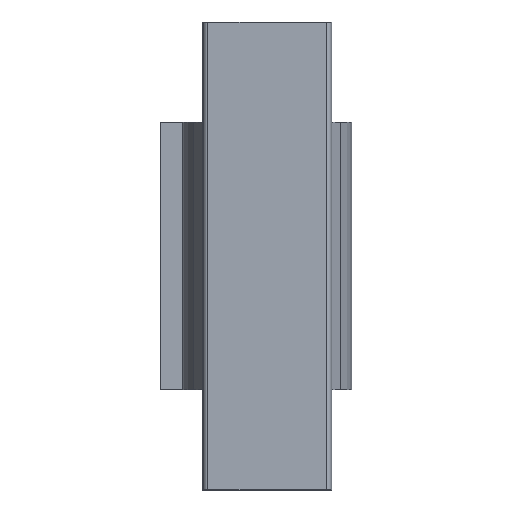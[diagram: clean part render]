
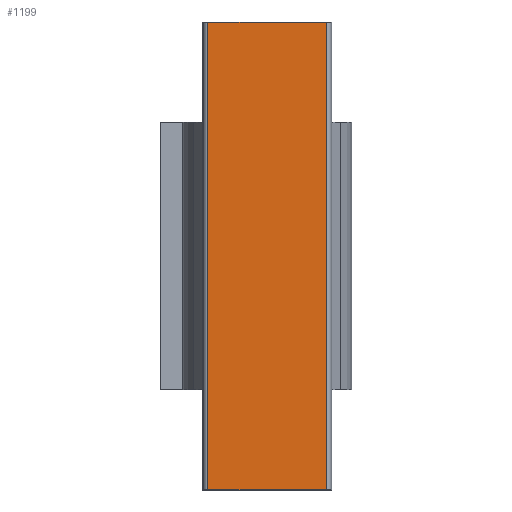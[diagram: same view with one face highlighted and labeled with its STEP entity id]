
A CAD part, top view. The second image highlights one B-rep face of the part: STEP entity #1199.
In plain terms, the highlighted planar face has unit normal (0, 0, 1).
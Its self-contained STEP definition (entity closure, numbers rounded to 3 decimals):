
#1179=AXIS2_PLACEMENT_3D('Plane Axis2P3D',#1176,#1177,#1178) ;
#1114=CARTESIAN_POINT('Vertex',(7.462,21.,7.932)) ;
#1117=CARTESIAN_POINT('Line Origine',(7.462,10.5,7.932)) ;
#1121=CARTESIAN_POINT('Vertex',(7.462,0.,7.932)) ;
#1150=CARTESIAN_POINT('Vertex',(2.138,21.,7.932)) ;
#1153=CARTESIAN_POINT('Line Origine',(4.8,21.,7.932)) ;
#1176=CARTESIAN_POINT('Axis2P3D Location',(4.8,10.5,7.932)) ;
#1181=CARTESIAN_POINT('Line Origine',(4.8,0.,7.932)) ;
#1185=CARTESIAN_POINT('Vertex',(2.138,0.,7.932)) ;
#1188=CARTESIAN_POINT('Line Origine',(2.138,10.5,7.932)) ;
#1118=DIRECTION('Vector Direction',(0.,1.,0.)) ;
#1154=DIRECTION('Vector Direction',(1.,0.,0.)) ;
#1177=DIRECTION('Axis2P3D Direction',(0.,0.,1.)) ;
#1178=DIRECTION('Axis2P3D XDirection',(1.,0.,0.)) ;
#1182=DIRECTION('Vector Direction',(-1.,0.,0.)) ;
#1189=DIRECTION('Vector Direction',(0.,1.,0.)) ;
#1119=VECTOR('Line Direction',#1118,1.) ;
#1155=VECTOR('Line Direction',#1154,1.) ;
#1183=VECTOR('Line Direction',#1182,1.) ;
#1190=VECTOR('Line Direction',#1189,1.) ;
#1194=ORIENTED_EDGE('',*,*,#1187,.T.) ;
#1195=ORIENTED_EDGE('',*,*,#1123,.T.) ;
#1196=ORIENTED_EDGE('',*,*,#1157,.T.) ;
#1197=ORIENTED_EDGE('',*,*,#1192,.T.) ;
#1199=ADVANCED_FACE('S3D gedreht',(#1198),#1180,.T.) ;
#1123=EDGE_CURVE('',#1122,#1115,#1120,.T.) ;
#1157=EDGE_CURVE('',#1115,#1151,#1156,.F.) ;
#1187=EDGE_CURVE('',#1186,#1122,#1184,.F.) ;
#1192=EDGE_CURVE('',#1151,#1186,#1191,.F.) ;
#1193=EDGE_LOOP('',(#1194,#1195,#1196,#1197)) ;
#1198=FACE_OUTER_BOUND('',#1193,.T.) ;
#1120=LINE('Line',#1117,#1119) ;
#1156=LINE('Line',#1153,#1155) ;
#1184=LINE('Line',#1181,#1183) ;
#1191=LINE('Line',#1188,#1190) ;
#1180=PLANE('',#1179) ;
#1115=VERTEX_POINT('',#1114) ;
#1122=VERTEX_POINT('',#1121) ;
#1151=VERTEX_POINT('',#1150) ;
#1186=VERTEX_POINT('',#1185) ;
